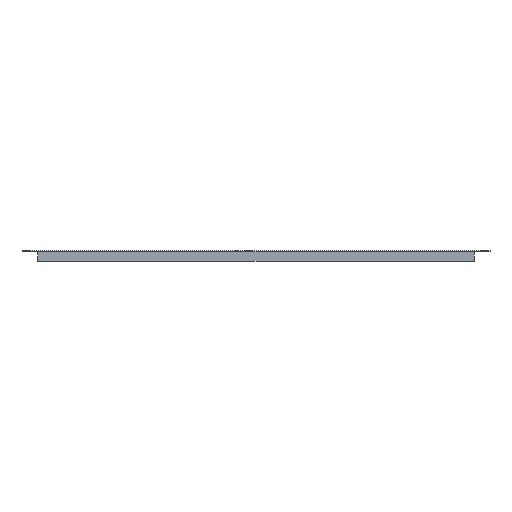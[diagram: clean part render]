
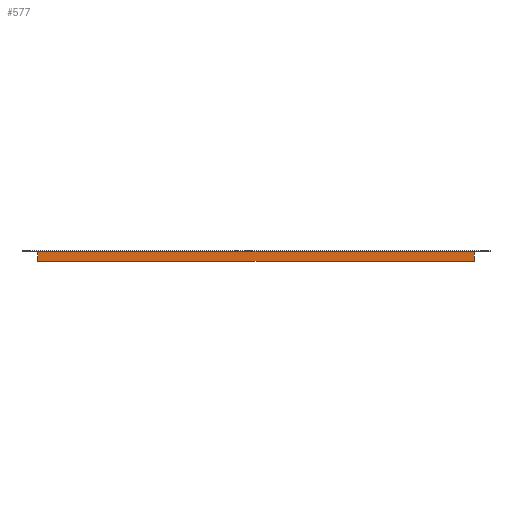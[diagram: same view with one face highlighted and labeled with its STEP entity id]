
A CAD part, front view. The second image highlights one B-rep face of the part: STEP entity #577.
In plain terms, the highlighted planar face has unit normal (0, -1, 0).
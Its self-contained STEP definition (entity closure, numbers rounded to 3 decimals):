
#1 = PLANE ( 'NONE',  #82 ) ;
#4 = ORIENTED_EDGE ( 'NONE', *, *, #516, .T. ) ;
#54 = EDGE_LOOP ( 'NONE', ( #925, #561, #255, #573, #957, #267, #4, #677 ) ) ;
#82 = AXIS2_PLACEMENT_3D ( 'NONE', #1032, #1002, #988 ) ;
#134 = VERTEX_POINT ( 'NONE', #381 ) ;
#142 = CARTESIAN_POINT ( 'NONE',  ( -345., -248.5, -1.5 ) ) ;
#147 = VECTOR ( 'NONE', #528, 1000. ) ;
#152 = CARTESIAN_POINT ( 'NONE',  ( -345., -248.5, 0. ) ) ;
#164 = CARTESIAN_POINT ( 'NONE',  ( 322., -248.5, -1.5 ) ) ;
#175 = CARTESIAN_POINT ( 'NONE',  ( 322., -248.5, -15. ) ) ;
#255 = ORIENTED_EDGE ( 'NONE', *, *, #520, .F. ) ;
#267 = ORIENTED_EDGE ( 'NONE', *, *, #420, .T. ) ;
#270 = CARTESIAN_POINT ( 'NONE',  ( 345., -248.5, 0. ) ) ;
#273 = DIRECTION ( 'NONE',  ( 0., 0., -1. ) ) ;
#298 = CARTESIAN_POINT ( 'NONE',  ( -322., -248.5, -15. ) ) ;
#305 = VERTEX_POINT ( 'NONE', #152 ) ;
#334 = DIRECTION ( 'NONE',  ( 0., 0., -1. ) ) ;
#353 = VECTOR ( 'NONE', #602, 1000. ) ;
#373 = CARTESIAN_POINT ( 'NONE',  ( -345., -248.5, 0. ) ) ;
#375 = LINE ( 'NONE', #629, #353 ) ;
#381 = CARTESIAN_POINT ( 'NONE',  ( -322., -248.5, -15. ) ) ;
#398 = DIRECTION ( 'NONE',  ( -1., 0., 0. ) ) ;
#401 = DIRECTION ( 'NONE',  ( 0., 0., -1. ) ) ;
#420 = EDGE_CURVE ( 'NONE', #619, #1041, #756, .T. ) ;
#437 = EDGE_CURVE ( 'NONE', #802, #134, #731, .T. ) ;
#453 = CARTESIAN_POINT ( 'NONE',  ( 345., -248.5, 0. ) ) ;
#466 = EDGE_CURVE ( 'NONE', #542, #1010, #702, .T. ) ;
#484 = EDGE_CURVE ( 'NONE', #589, #305, #663, .T. ) ;
#504 = EDGE_CURVE ( 'NONE', #305, #619, #648, .T. ) ;
#516 = EDGE_CURVE ( 'NONE', #1041, #134, #623, .T. ) ;
#520 = EDGE_CURVE ( 'NONE', #589, #1010, #660, .T. ) ;
#521 = FACE_OUTER_BOUND ( 'NONE', #54, .T. ) ;
#528 = DIRECTION ( 'NONE',  ( 1., 0., 0. ) ) ;
#542 = VERTEX_POINT ( 'NONE', #164 ) ;
#551 = CARTESIAN_POINT ( 'NONE',  ( 345., -248.5, -1.5 ) ) ;
#561 = ORIENTED_EDGE ( 'NONE', *, *, #466, .T. ) ;
#573 = ORIENTED_EDGE ( 'NONE', *, *, #484, .T. ) ;
#577 = ADVANCED_FACE ( 'NONE', ( #521 ), #1, .F. ) ;
#589 = VERTEX_POINT ( 'NONE', #1037 ) ;
#602 = DIRECTION ( 'NONE',  ( 0., 0., 1. ) ) ;
#605 = VECTOR ( 'NONE', #273, 1000. ) ;
#607 = VECTOR ( 'NONE', #334, 1000. ) ;
#619 = VERTEX_POINT ( 'NONE', #142 ) ;
#623 = LINE ( 'NONE', #298, #605 ) ;
#629 = CARTESIAN_POINT ( 'NONE',  ( 322., -248.5, -15. ) ) ;
#633 = VECTOR ( 'NONE', #401, 1000. ) ;
#648 = LINE ( 'NONE', #373, #633 ) ;
#650 = VECTOR ( 'NONE', #398, 1000. ) ;
#660 = LINE ( 'NONE', #270, #607 ) ;
#663 = LINE ( 'NONE', #453, #650 ) ;
#677 = ORIENTED_EDGE ( 'NONE', *, *, #437, .F. ) ;
#685 = CARTESIAN_POINT ( 'NONE',  ( 345., -248.5, -15. ) ) ;
#687 = EDGE_CURVE ( 'NONE', #802, #542, #375, .T. ) ;
#699 = DIRECTION ( 'NONE',  ( -1., 0., 0. ) ) ;
#702 = LINE ( 'NONE', #551, #147 ) ;
#709 = VECTOR ( 'NONE', #699, 1000. ) ;
#731 = LINE ( 'NONE', #685, #709 ) ;
#733 = VECTOR ( 'NONE', #737, 1000. ) ;
#734 = CARTESIAN_POINT ( 'NONE',  ( -345., -248.5, -1.5 ) ) ;
#737 = DIRECTION ( 'NONE',  ( 1., 0., 0. ) ) ;
#756 = LINE ( 'NONE', #734, #733 ) ;
#802 = VERTEX_POINT ( 'NONE', #175 ) ;
#911 = CARTESIAN_POINT ( 'NONE',  ( -322., -248.5, -1.5 ) ) ;
#919 = CARTESIAN_POINT ( 'NONE',  ( 345., -248.5, -1.5 ) ) ;
#925 = ORIENTED_EDGE ( 'NONE', *, *, #687, .T. ) ;
#957 = ORIENTED_EDGE ( 'NONE', *, *, #504, .T. ) ;
#988 = DIRECTION ( 'NONE',  ( 0., 0., 1. ) ) ;
#1002 = DIRECTION ( 'NONE',  ( 0., 1., 0. ) ) ;
#1010 = VERTEX_POINT ( 'NONE', #919 ) ;
#1032 = CARTESIAN_POINT ( 'NONE',  ( 345., -248.5, 0. ) ) ;
#1037 = CARTESIAN_POINT ( 'NONE',  ( 345., -248.5, 0. ) ) ;
#1041 = VERTEX_POINT ( 'NONE', #911 ) ;
